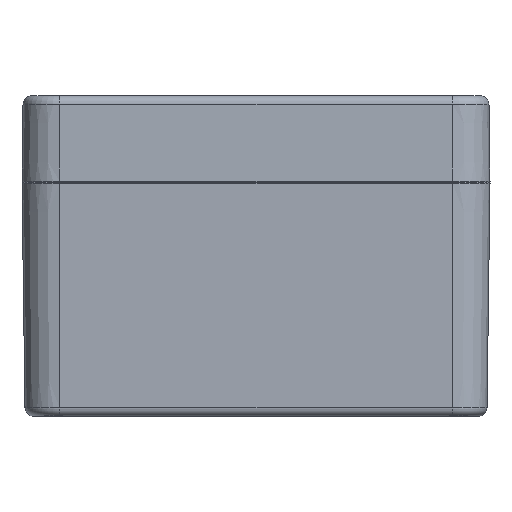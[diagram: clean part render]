
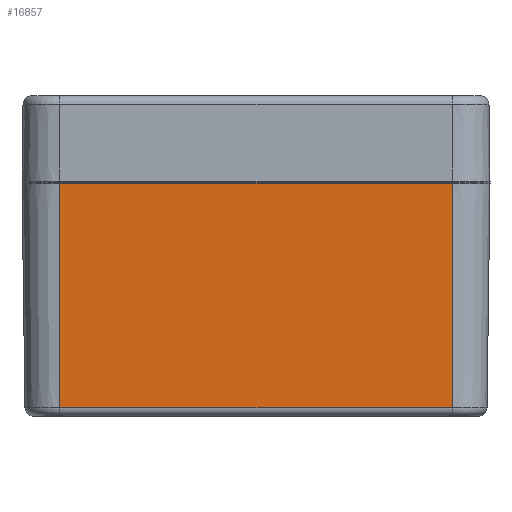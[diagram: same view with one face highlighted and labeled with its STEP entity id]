
A CAD part, left-side view. The second image highlights one B-rep face of the part: STEP entity #16857.
In plain terms, the highlighted planar face has unit normal (-1, 0, -0.013).
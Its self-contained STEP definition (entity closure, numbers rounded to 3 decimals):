
#1064=PLANE('',#18606);
#1573=FACE_OUTER_BOUND('',#2739,.T.);
#2739=EDGE_LOOP('',(#12441,#12442,#12443,#12444));
#3771=LINE('',#27584,#4673);
#3781=LINE('',#27617,#4683);
#3823=LINE('',#28068,#4725);
#3824=LINE('',#28071,#4726);
#4673=VECTOR('',#21574,10.);
#4683=VECTOR('',#21620,10.);
#4725=VECTOR('',#22202,10.);
#4726=VECTOR('',#22207,10.);
#6968=VERTEX_POINT('',#26775);
#6973=VERTEX_POINT('',#26809);
#7199=VERTEX_POINT('',#27578);
#7200=VERTEX_POINT('',#27582);
#8935=EDGE_CURVE('',#7200,#7199,#3771,.T.);
#8953=EDGE_CURVE('',#7199,#6973,#3781,.T.);
#9173=EDGE_CURVE('',#6973,#6968,#3823,.T.);
#9174=EDGE_CURVE('',#7200,#6968,#3824,.T.);
#12441=ORIENTED_EDGE('',*,*,#8935,.F.);
#12442=ORIENTED_EDGE('',*,*,#9174,.T.);
#12443=ORIENTED_EDGE('',*,*,#9173,.F.);
#12444=ORIENTED_EDGE('',*,*,#8953,.F.);
#16857=ADVANCED_FACE('',(#1573),#1064,.T.);
#18606=AXIS2_PLACEMENT_3D('',#28070,#22205,#22206);
#21574=DIRECTION('',(0.,-1.,0.));
#21620=DIRECTION('',(0.013,0.,-1.));
#22202=DIRECTION('',(0.,1.,0.));
#22205=DIRECTION('center_axis',(-1.,0.,-0.013));
#22206=DIRECTION('ref_axis',(0.,1.,0.));
#22207=DIRECTION('',(0.013,0.,-1.));
#26775=CARTESIAN_POINT('',(-119.989,34.,-39.02));
#26809=CARTESIAN_POINT('',(-119.989,-34.,-39.02));
#27578=CARTESIAN_POINT('',(-120.497,-34.,-0.203));
#27582=CARTESIAN_POINT('',(-120.497,34.,-0.203));
#27584=CARTESIAN_POINT('',(-120.497,17.,-0.203));
#27617=CARTESIAN_POINT('',(-120.5,-34.,0.));
#28068=CARTESIAN_POINT('',(-119.989,17.,-39.02));
#28070=CARTESIAN_POINT('Origin',(-120.5,34.,0.));
#28071=CARTESIAN_POINT('',(-120.5,34.,0.));
